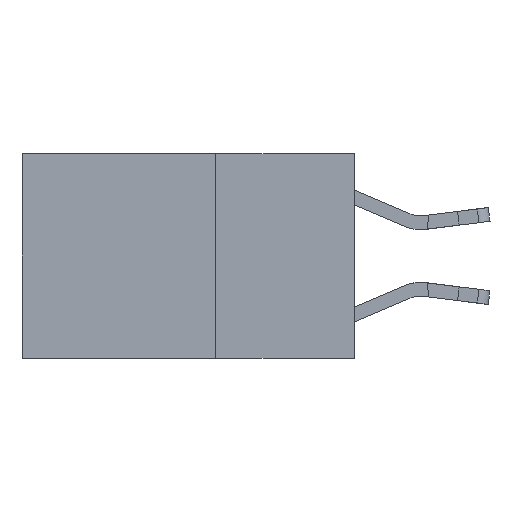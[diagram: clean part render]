
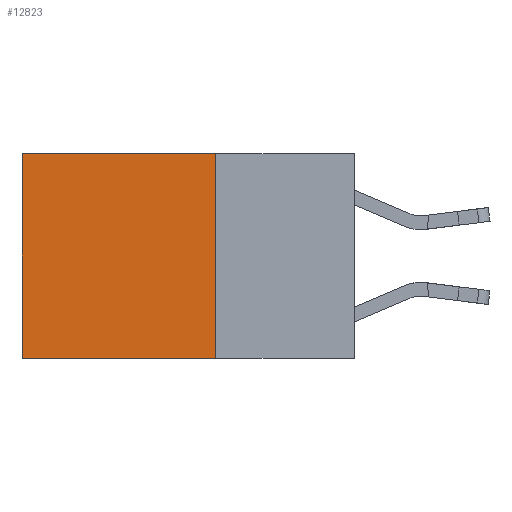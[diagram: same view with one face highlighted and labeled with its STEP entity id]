
A CAD part, left-side view. The second image highlights one B-rep face of the part: STEP entity #12823.
In plain terms, the highlighted planar face has unit normal (-1, 0, 0).
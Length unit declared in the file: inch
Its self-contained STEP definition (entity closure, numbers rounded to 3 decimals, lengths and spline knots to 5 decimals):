
#307 = ORIENTED_EDGE ( 'NONE', *, *, #9628, .F. ) ;
#820 = DIRECTION ( 'NONE',  ( 0., 0., -1. ) ) ;
#1033 = LINE ( 'NONE', #9661, #1753 ) ;
#1753 = VECTOR ( 'NONE', #14458, 39.37008 ) ;
#1836 = VERTEX_POINT ( 'NONE', #3815 ) ;
#1903 = ORIENTED_EDGE ( 'NONE', *, *, #9433, .F. ) ;
#2435 = AXIS2_PLACEMENT_3D ( 'NONE', #13521, #5113, #7422 ) ;
#2559 = VECTOR ( 'NONE', #14388, 39.37008 ) ;
#2643 = CARTESIAN_POINT ( 'NONE',  ( 0.2625, 0.25, 0. ) ) ;
#3334 = CARTESIAN_POINT ( 'NONE',  ( 0.2625, 0.6, 0. ) ) ;
#3511 = VERTEX_POINT ( 'NONE', #11372 ) ;
#3815 = CARTESIAN_POINT ( 'NONE',  ( 0.2625, 0.25, 0. ) ) ;
#3816 = VERTEX_POINT ( 'NONE', #10686 ) ;
#4191 = EDGE_CURVE ( 'NONE', #3511, #13459, #4263, .T. ) ;
#4263 = LINE ( 'NONE', #3334, #7754 ) ;
#4591 = DIRECTION ( 'NONE',  ( 0., 0., -1. ) ) ;
#5113 = DIRECTION ( 'NONE',  ( 1., 0., 0. ) ) ;
#5603 = LINE ( 'NONE', #8433, #2559 ) ;
#7422 = DIRECTION ( 'NONE',  ( 0., 0., -1. ) ) ;
#7686 = EDGE_CURVE ( 'NONE', #1836, #3511, #5603, .T. ) ;
#7754 = VECTOR ( 'NONE', #4591, 39.37008 ) ;
#8433 = CARTESIAN_POINT ( 'NONE',  ( 0.2625, 0.25, 0. ) ) ;
#9058 = EDGE_LOOP ( 'NONE', ( #9246, #1903, #307, #13319 ) ) ;
#9246 = ORIENTED_EDGE ( 'NONE', *, *, #4191, .T. ) ;
#9433 = EDGE_CURVE ( 'NONE', #3816, #13459, #1033, .T. ) ;
#9628 = EDGE_CURVE ( 'NONE', #1836, #3816, #15154, .T. ) ;
#9661 = CARTESIAN_POINT ( 'NONE',  ( 0.2625, 0.25, -0.37 ) ) ;
#10202 = FACE_OUTER_BOUND ( 'NONE', #9058, .T. ) ;
#10686 = CARTESIAN_POINT ( 'NONE',  ( 0.2625, 0.25, -0.37 ) ) ;
#11372 = CARTESIAN_POINT ( 'NONE',  ( 0.2625, 0.6, 0. ) ) ;
#12823 = ADVANCED_FACE ( 'NONE', ( #10202 ), #15117, .F. ) ;
#13319 = ORIENTED_EDGE ( 'NONE', *, *, #7686, .T. ) ;
#13459 = VERTEX_POINT ( 'NONE', #14782 ) ;
#13521 = CARTESIAN_POINT ( 'NONE',  ( 0.2625, 0.25, 0. ) ) ;
#13965 = VECTOR ( 'NONE', #820, 39.37008 ) ;
#14388 = DIRECTION ( 'NONE',  ( 0., 1., 0. ) ) ;
#14458 = DIRECTION ( 'NONE',  ( 0., 1., 0. ) ) ;
#14782 = CARTESIAN_POINT ( 'NONE',  ( 0.2625, 0.6, -0.37 ) ) ;
#15117 = PLANE ( 'NONE',  #2435 ) ;
#15154 = LINE ( 'NONE', #2643, #13965 ) ;
